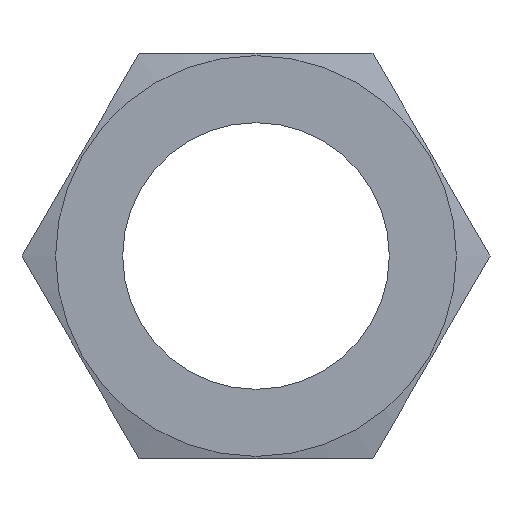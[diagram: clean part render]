
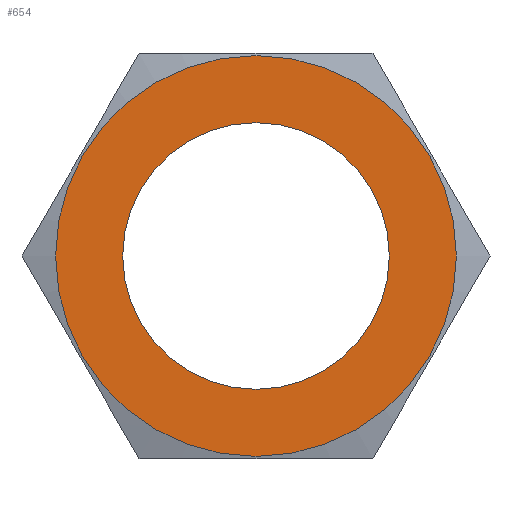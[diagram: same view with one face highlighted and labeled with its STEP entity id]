
A CAD part, left-side view. The second image highlights one B-rep face of the part: STEP entity #654.
In plain terms, the highlighted planar face has unit normal (-1, 0, 0).
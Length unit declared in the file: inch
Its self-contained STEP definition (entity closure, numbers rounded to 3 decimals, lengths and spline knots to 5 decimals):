
#17=FACE_BOUND('',#133,.T.);
#47=PLANE('',#727);
#95=FACE_OUTER_BOUND('',#132,.T.);
#132=EDGE_LOOP('',(#612,#613));
#133=EDGE_LOOP('',(#614,#615));
#242=CIRCLE('',#718,0.896);
#243=CIRCLE('',#719,0.896);
#246=CIRCLE('',#725,0.596);
#247=CIRCLE('',#726,0.596);
#310=VERTEX_POINT('',#3493);
#311=VERTEX_POINT('',#3495);
#314=VERTEX_POINT('',#3506);
#315=VERTEX_POINT('',#3508);
#408=EDGE_CURVE('',#310,#311,#242,.T.);
#409=EDGE_CURVE('',#311,#310,#243,.T.);
#414=EDGE_CURVE('',#315,#314,#246,.T.);
#415=EDGE_CURVE('',#314,#315,#247,.T.);
#612=ORIENTED_EDGE('',*,*,#409,.F.);
#613=ORIENTED_EDGE('',*,*,#408,.F.);
#614=ORIENTED_EDGE('',*,*,#414,.T.);
#615=ORIENTED_EDGE('',*,*,#415,.T.);
#654=ADVANCED_FACE('',(#95,#17),#47,.T.);
#718=AXIS2_PLACEMENT_3D('',#3496,#840,#841);
#719=AXIS2_PLACEMENT_3D('',#3497,#842,#843);
#725=AXIS2_PLACEMENT_3D('',#3509,#856,#857);
#726=AXIS2_PLACEMENT_3D('',#3510,#858,#859);
#727=AXIS2_PLACEMENT_3D('',#3511,#860,#861);
#840=DIRECTION('center_axis',(1.,0.,0.));
#841=DIRECTION('ref_axis',(0.,1.,0.));
#842=DIRECTION('center_axis',(1.,0.,0.));
#843=DIRECTION('ref_axis',(0.,1.,0.));
#856=DIRECTION('center_axis',(1.,0.,0.));
#857=DIRECTION('ref_axis',(0.,1.,0.));
#858=DIRECTION('center_axis',(1.,0.,0.));
#859=DIRECTION('ref_axis',(0.,1.,0.));
#860=DIRECTION('center_axis',(-1.,0.,0.));
#861=DIRECTION('ref_axis',(0.,0.,1.));
#3493=CARTESIAN_POINT('',(0.,-0.896,0.));
#3495=CARTESIAN_POINT('',(0.,0.896,0.));
#3496=CARTESIAN_POINT('Origin',(0.,0.,0.));
#3497=CARTESIAN_POINT('Origin',(0.,0.,0.));
#3506=CARTESIAN_POINT('',(0.,-0.596,0.));
#3508=CARTESIAN_POINT('',(0.,0.596,0.));
#3509=CARTESIAN_POINT('Origin',(0.,0.,0.));
#3510=CARTESIAN_POINT('Origin',(0.,0.,0.));
#3511=CARTESIAN_POINT('Origin',(0.,0.746,0.));
